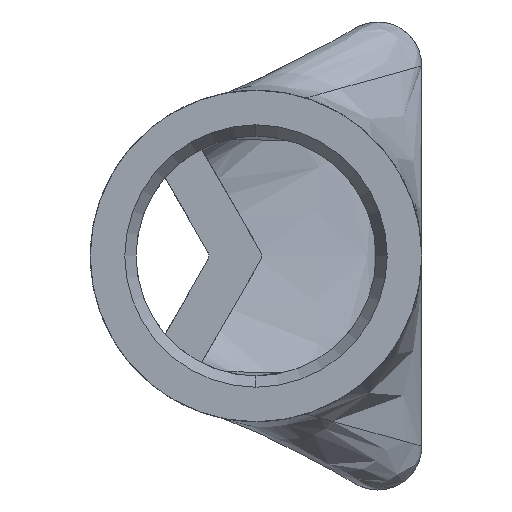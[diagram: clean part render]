
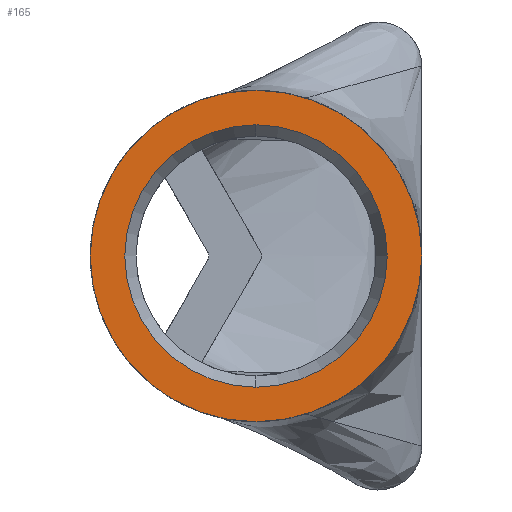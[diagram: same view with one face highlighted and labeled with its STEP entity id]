
A CAD part, left-side view. The second image highlights one B-rep face of the part: STEP entity #165.
In plain terms, the highlighted planar face has unit normal (-1, 0, 0).
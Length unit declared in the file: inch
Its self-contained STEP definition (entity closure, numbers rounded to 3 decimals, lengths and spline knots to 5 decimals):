
#21 = CARTESIAN_POINT ( 'NONE',  ( 0., 0.17, 0.17 ) ) ;
#29 = CARTESIAN_POINT ( 'NONE',  ( 0., 0.17, 0.13455 ) ) ;
#83 = CARTESIAN_POINT ( 'NONE',  ( 0., 0.17, 0. ) ) ;
#113 = VERTEX_POINT ( 'NONE', #992 ) ;
#151 = CARTESIAN_POINT ( 'NONE',  ( 0., 0., 0. ) ) ;
#165 = ADVANCED_FACE ( 'NONE', ( #1364, #706 ), #191, .T. ) ;
#191 = PLANE ( 'NONE',  #1510 ) ;
#208 = DIRECTION ( 'NONE',  ( 0., 0., 1. ) ) ;
#230 = EDGE_CURVE ( 'NONE', #1483, #1738, #979, .T. ) ;
#290 = CARTESIAN_POINT ( 'NONE',  ( 0., 0.17, 0. ) ) ;
#388 = DIRECTION ( 'NONE',  ( 0., 0., 1. ) ) ;
#520 = CARTESIAN_POINT ( 'NONE',  ( 0., 0.17, -0.17 ) ) ;
#532 = EDGE_LOOP ( 'NONE', ( #1702, #688 ) ) ;
#559 = CIRCLE ( 'NONE', #1728, 0.17 ) ;
#576 = DIRECTION ( 'NONE',  ( 0., 0., 1. ) ) ;
#607 = DIRECTION ( 'NONE',  ( -1., 0., 0. ) ) ;
#631 = DIRECTION ( 'NONE',  ( 1., 0., 0. ) ) ;
#647 = VERTEX_POINT ( 'NONE', #29 ) ;
#688 = ORIENTED_EDGE ( 'NONE', *, *, #933, .F. ) ;
#694 = DIRECTION ( 'NONE',  ( 0., 0., 1. ) ) ;
#706 = FACE_BOUND ( 'NONE', #1029, .T. ) ;
#792 = ORIENTED_EDGE ( 'NONE', *, *, #1421, .T. ) ;
#842 = CARTESIAN_POINT ( 'NONE',  ( 0., 0.17, 0. ) ) ;
#850 = DIRECTION ( 'NONE',  ( 1., 0., 0. ) ) ;
#933 = EDGE_CURVE ( 'NONE', #1738, #1483, #559, .T. ) ;
#940 = EDGE_CURVE ( 'NONE', #647, #113, #1666, .T. ) ;
#979 = CIRCLE ( 'NONE', #1634, 0.17 ) ;
#992 = CARTESIAN_POINT ( 'NONE',  ( 0., 0.17, -0.13455 ) ) ;
#1013 = AXIS2_PLACEMENT_3D ( 'NONE', #290, #1381, #1252 ) ;
#1029 = EDGE_LOOP ( 'NONE', ( #1457, #792 ) ) ;
#1252 = DIRECTION ( 'NONE',  ( 0., 0., 1. ) ) ;
#1364 = FACE_OUTER_BOUND ( 'NONE', #532, .T. ) ;
#1381 = DIRECTION ( 'NONE',  ( 1., 0., 0. ) ) ;
#1400 = CIRCLE ( 'NONE', #1547, 0.13455 ) ;
#1421 = EDGE_CURVE ( 'NONE', #113, #647, #1400, .T. ) ;
#1457 = ORIENTED_EDGE ( 'NONE', *, *, #940, .T. ) ;
#1483 = VERTEX_POINT ( 'NONE', #21 ) ;
#1510 = AXIS2_PLACEMENT_3D ( 'NONE', #151, #607, #576 ) ;
#1547 = AXIS2_PLACEMENT_3D ( 'NONE', #1747, #1625, #388 ) ;
#1625 = DIRECTION ( 'NONE',  ( 1., 0., 0. ) ) ;
#1634 = AXIS2_PLACEMENT_3D ( 'NONE', #83, #631, #208 ) ;
#1666 = CIRCLE ( 'NONE', #1013, 0.13455 ) ;
#1702 = ORIENTED_EDGE ( 'NONE', *, *, #230, .F. ) ;
#1728 = AXIS2_PLACEMENT_3D ( 'NONE', #842, #850, #694 ) ;
#1738 = VERTEX_POINT ( 'NONE', #520 ) ;
#1747 = CARTESIAN_POINT ( 'NONE',  ( 0., 0.17, 0. ) ) ;
